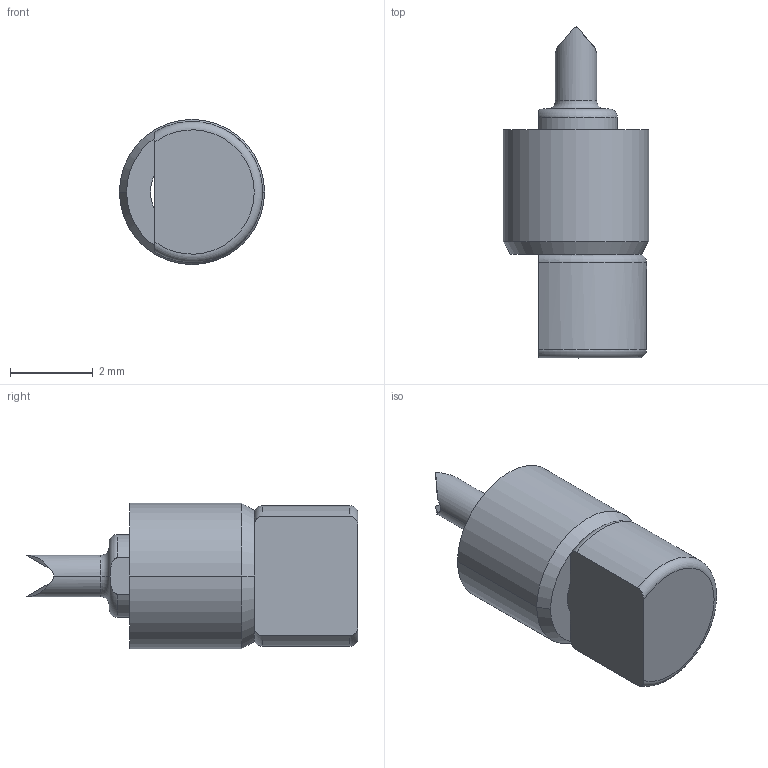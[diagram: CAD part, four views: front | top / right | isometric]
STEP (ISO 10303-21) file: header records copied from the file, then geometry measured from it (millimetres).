
FILE_DESCRIPTION (( 'STEP AP203' ), '1' );
FILE_NAME ('114257~0.STEP', '2022-08-03T11:44:13', ( '' ), ( '' ), 'SwSTEP 2.0', 'SolidWorks 2018', '' );
FILE_SCHEMA (( 'CONFIG_CONTROL_DESIGN' ));
Length unit declared in the file: millimetre
Products named in the file (3): 114257~0; 114256~0; 24451~0
Assembly tree (2 placements, depth 2):
  114257~0
    114256~0
    24451~0
Bounding box: 3.5 x 8 x 3.5 mm (x, y, z)
Volume: 49.2 mm3; surface area: 127.4 mm2
Topology: 2 solids, 2 shells, 34 faces, 79 edges, 50 vertices
Faces by surface type: plane 12, torus 9, cylinder 9, cone 4
Entity records: 1322 total; most frequent: CARTESIAN_POINT 254, DIRECTION 173, ORIENTED_EDGE 158, EDGE_CURVE 79, AXIS2_PLACEMENT_3D 75, VERTEX_POINT 50, EDGE_LOOP 37, CIRCLE 36
